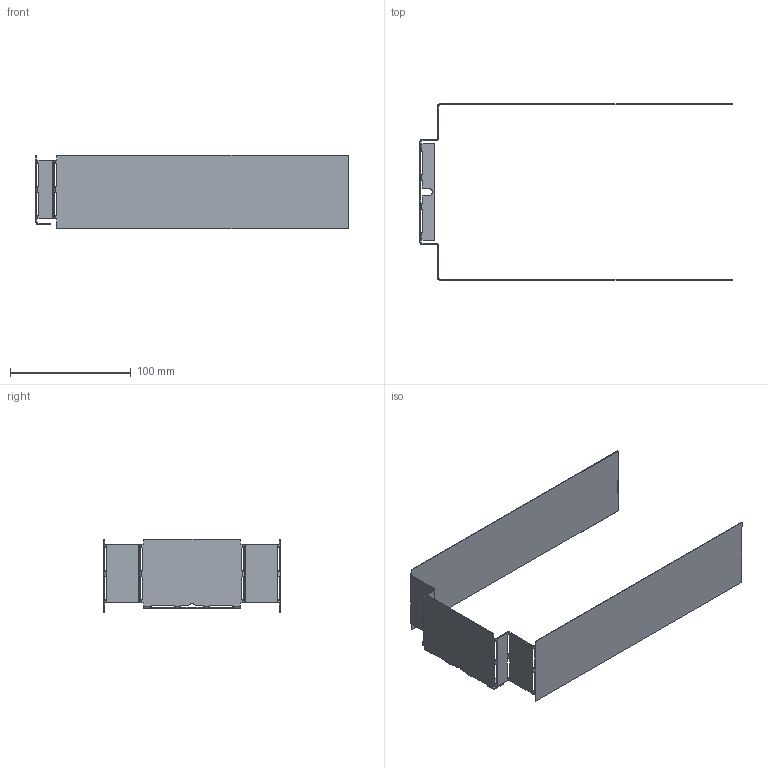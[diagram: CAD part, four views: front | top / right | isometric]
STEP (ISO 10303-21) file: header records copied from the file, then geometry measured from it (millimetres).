
FILE_DESCRIPTION(('CATIA V5R24 STEP','CAx-IF Rec.Pracs.--- Model Styling and Organization---1.2---2011-12-15'),'2;1');
FILE_NAME ('D1451703_1_1391020000_1391020000.stp','2018-07-25T05:03:58+00:00',('none'),('Weidmueller'),'CATIA Version 5-6 Release 2014 SP4 HF52','CATIA V5 STEP AP214','none');
FILE_SCHEMA(('AUTOMOTIVE_DESIGN { 1 0 10303 214 1 1 1 1 }'));
Length unit declared in the file: millimetre
Products named in the file (1): KLIPPON_COPL_165609 
Bounding box: 258.29 x 145.77 x 60.5 mm (x, y, z)
Volume: 30679 mm3; surface area: 78426.3 mm2
Topology: 1 solids, 1 shells, 238 faces, 622 edges, 356 vertices
Faces by surface type: cylinder 108, plane 100, bspline 30
Entity records: 8534 total; most frequent: CARTESIAN_POINT 3080, ORIENTED_EDGE 1244, DIRECTION 915, EDGE_CURVE 622, VECTOR 376, LINE 376, VERTEX_POINT 356, AXIS2_PLACEMENT_3D 347
